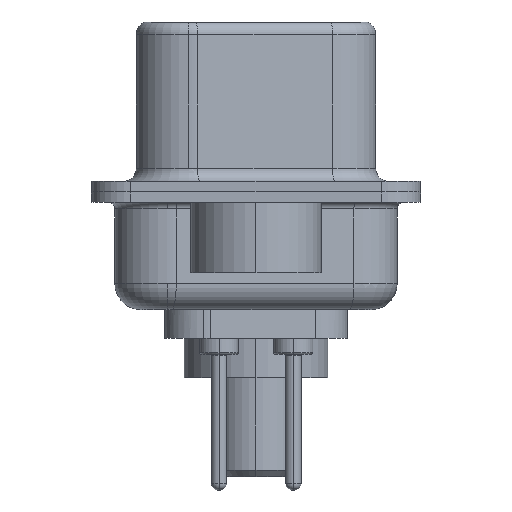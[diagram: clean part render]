
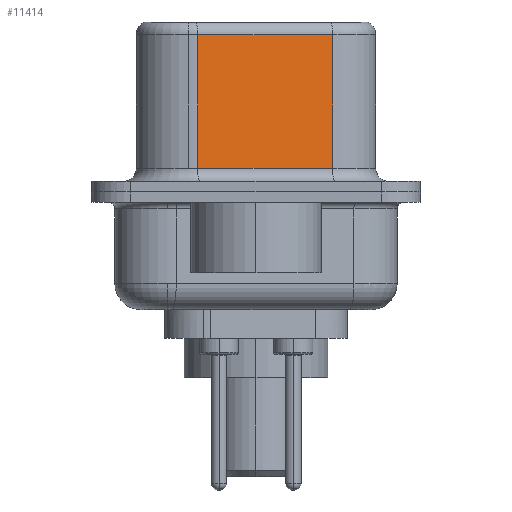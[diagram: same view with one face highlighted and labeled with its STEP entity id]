
A CAD part, left-side view. The second image highlights one B-rep face of the part: STEP entity #11414.
In plain terms, the highlighted planar face has unit normal (-0.985, -0.174, 0).
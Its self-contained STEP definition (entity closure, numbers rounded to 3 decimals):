
#10 = LINE ( 'NONE', #9278, #13391 ) ;
#415 = ORIENTED_EDGE ( 'NONE', *, *, #10900, .F. ) ;
#2029 = VERTEX_POINT ( 'NONE', #12638 ) ;
#2075 = ORIENTED_EDGE ( 'NONE', *, *, #4561, .T. ) ;
#2315 = EDGE_CURVE ( 'NONE', #2029, #4358, #12758, .T. ) ;
#2468 = VERTEX_POINT ( 'NONE', #8185 ) ;
#2475 = ORIENTED_EDGE ( 'NONE', *, *, #8878, .T. ) ;
#2583 = VERTEX_POINT ( 'NONE', #9243 ) ;
#2799 = LINE ( 'NONE', #10066, #8732 ) ;
#2962 = ORIENTED_EDGE ( 'NONE', *, *, #2315, .T. ) ;
#3807 = DIRECTION ( 'NONE',  ( 0., 0., -1. ) ) ;
#3958 = EDGE_LOOP ( 'NONE', ( #415, #2075, #2962, #2475 ) ) ;
#4358 = VERTEX_POINT ( 'NONE', #8062 ) ;
#4561 = EDGE_CURVE ( 'NONE', #2583, #2029, #11943, .T. ) ;
#4635 = PLANE ( 'NONE',  #10127 ) ;
#5799 = DIRECTION ( 'NONE',  ( 0.985, 0.174, 0. ) ) ;
#6461 = FACE_OUTER_BOUND ( 'NONE', #3958, .T. ) ;
#7347 = VECTOR ( 'NONE', #13696, 1000. ) ;
#7424 = CARTESIAN_POINT ( 'NONE',  ( 4.58, -2.927, 6.02 ) ) ;
#7924 = CARTESIAN_POINT ( 'NONE',  ( 4.58, -2.927, 6.52 ) ) ;
#8062 = CARTESIAN_POINT ( 'NONE',  ( 3.67, 2.233, 0.9 ) ) ;
#8185 = CARTESIAN_POINT ( 'NONE',  ( 4.58, -2.927, 0.9 ) ) ;
#8732 = VECTOR ( 'NONE', #10086, 1000. ) ;
#8878 = EDGE_CURVE ( 'NONE', #4358, #2468, #2799, .T. ) ;
#9232 = CARTESIAN_POINT ( 'NONE',  ( 3.67, 2.233, 6.52 ) ) ;
#9243 = CARTESIAN_POINT ( 'NONE',  ( 4.58, -2.927, 6.02 ) ) ;
#9278 = CARTESIAN_POINT ( 'NONE',  ( 4.58, -2.927, 6.52 ) ) ;
#10066 = CARTESIAN_POINT ( 'NONE',  ( 4.58, -2.927, 0.9 ) ) ;
#10086 = DIRECTION ( 'NONE',  ( 0.174, -0.985, 0. ) ) ;
#10127 = AXIS2_PLACEMENT_3D ( 'NONE', #7924, #5799, #13026 ) ;
#10900 = EDGE_CURVE ( 'NONE', #2583, #2468, #10, .T. ) ;
#11414 = ADVANCED_FACE ( 'NONE', ( #6461 ), #4635, .F. ) ;
#11902 = DIRECTION ( 'NONE',  ( -0.174, 0.985, 0. ) ) ;
#11943 = LINE ( 'NONE', #7424, #12254 ) ;
#12254 = VECTOR ( 'NONE', #11902, 1000. ) ;
#12638 = CARTESIAN_POINT ( 'NONE',  ( 3.67, 2.233, 6.02 ) ) ;
#12758 = LINE ( 'NONE', #9232, #7347 ) ;
#13026 = DIRECTION ( 'NONE',  ( -0.174, 0.985, 0. ) ) ;
#13391 = VECTOR ( 'NONE', #3807, 1000. ) ;
#13696 = DIRECTION ( 'NONE',  ( 0., 0., -1. ) ) ;
